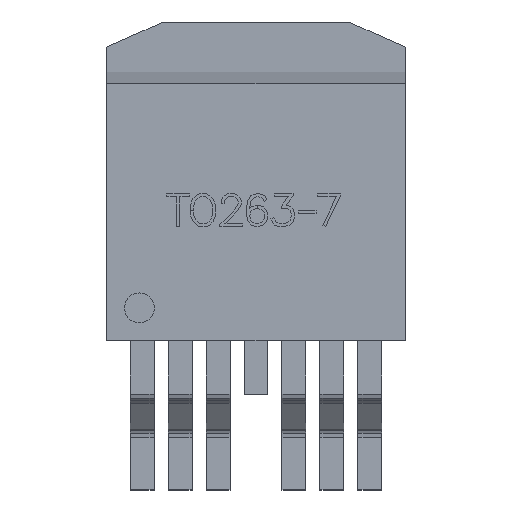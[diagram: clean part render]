
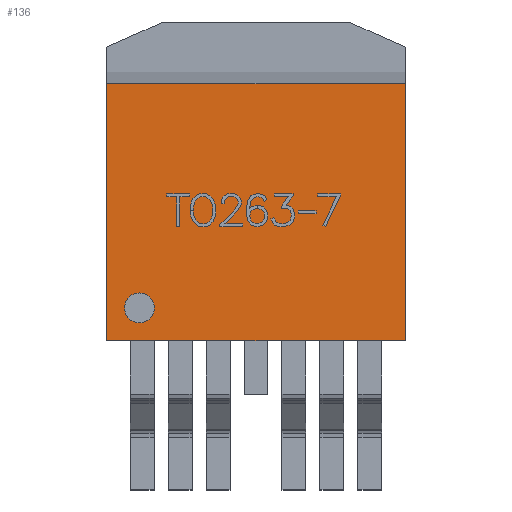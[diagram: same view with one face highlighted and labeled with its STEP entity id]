
A CAD part, top view. The second image highlights one B-rep face of the part: STEP entity #136.
In plain terms, the highlighted face is planar.
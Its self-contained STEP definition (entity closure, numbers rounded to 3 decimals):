
#124 = EDGE_CURVE ( 'NONE', #129, #141, #1407, .T. ) ;
#125 = ORIENTED_EDGE ( 'NONE', *, *, #124, .T. ) ;
#126 = EDGE_CURVE ( 'NONE', #129, #132, #1402, .T. ) ;
#128 = EDGE_LOOP ( 'NONE', ( #131, #125, #138, #140 ) ) ;
#129 = VERTEX_POINT ( 'NONE', #1443 ) ;
#130 = VERTEX_POINT ( 'NONE', #1442 ) ;
#131 = ORIENTED_EDGE ( 'NONE', *, *, #126, .F. ) ;
#132 = VERTEX_POINT ( 'NONE', #1441 ) ;
#136 = ADVANCED_FACE ( 'NONE', ( #1430 ), #1428, .T. ) ;
#137 = EDGE_CURVE ( 'NONE', #132, #130, #1429, .T. ) ;
#138 = ORIENTED_EDGE ( 'NONE', *, *, #139, .F. ) ;
#139 = EDGE_CURVE ( 'NONE', #130, #141, #1423, .T. ) ;
#140 = ORIENTED_EDGE ( 'NONE', *, *, #137, .F. ) ;
#141 = VERTEX_POINT ( 'NONE', #1475 ) ;
#1399 = DIRECTION ( 'NONE',  ( 0., 0., 1. ) ) ;
#1400 = VECTOR ( 'NONE', #1399, 1000. ) ;
#1401 = CARTESIAN_POINT ( 'NONE',  ( 1.575, -4.5, 0. ) ) ;
#1402 = LINE ( 'NONE', #1401, #1400 ) ;
#1404 = DIRECTION ( 'NONE',  ( 0., 1., 0. ) ) ;
#1405 = VECTOR ( 'NONE', #1404, 1000. ) ;
#1406 = CARTESIAN_POINT ( 'NONE',  ( 1.575, -4.5, 0. ) ) ;
#1407 = LINE ( 'NONE', #1406, #1405 ) ;
#1419 = CARTESIAN_POINT ( 'NONE',  ( 1.575, 4.11, 0. ) ) ;
#1420 = DIRECTION ( 'NONE',  ( 0., 1., 0. ) ) ;
#1421 = VECTOR ( 'NONE', #1420, 1000. ) ;
#1422 = CARTESIAN_POINT ( 'NONE',  ( 1.575, -4.5, 10. ) ) ;
#1423 = LINE ( 'NONE', #1419, #1477 ) ;
#1424 = DIRECTION ( 'NONE',  ( 0., 0., -1. ) ) ;
#1425 = DIRECTION ( 'NONE',  ( 1., 0., 0. ) ) ;
#1426 = CARTESIAN_POINT ( 'NONE',  ( 1.575, 4.11, 0. ) ) ;
#1427 = AXIS2_PLACEMENT_3D ( 'NONE', #1426, #1425, #1424 ) ;
#1428 = PLANE ( 'NONE',  #1427 ) ;
#1429 = LINE ( 'NONE', #1422, #1421 ) ;
#1430 = FACE_OUTER_BOUND ( 'NONE', #128, .T. ) ;
#1441 = CARTESIAN_POINT ( 'NONE',  ( 1.575, -4.5, 10. ) ) ;
#1442 = CARTESIAN_POINT ( 'NONE',  ( 1.575, 4.11, 10. ) ) ;
#1443 = CARTESIAN_POINT ( 'NONE',  ( 1.575, -4.5, 0. ) ) ;
#1475 = CARTESIAN_POINT ( 'NONE',  ( 1.575, 4.11, 0. ) ) ;
#1476 = DIRECTION ( 'NONE',  ( 0., 0., -1. ) ) ;
#1477 = VECTOR ( 'NONE', #1476, 1000. ) ;
